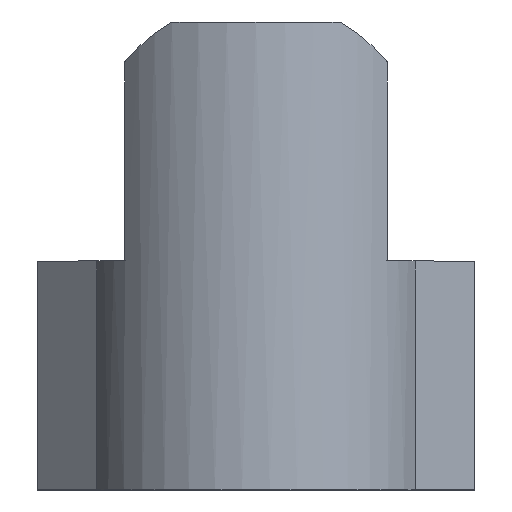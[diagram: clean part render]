
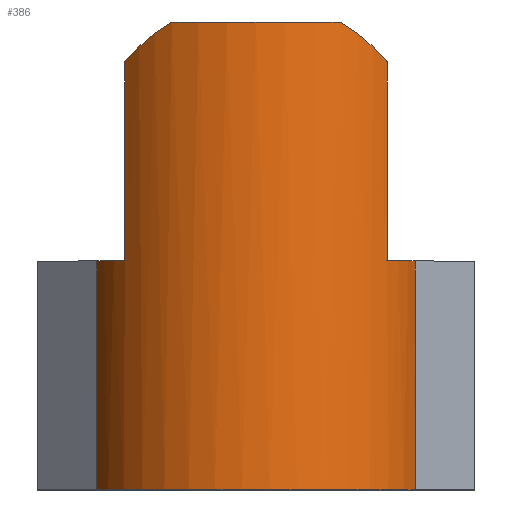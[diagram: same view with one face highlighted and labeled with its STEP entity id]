
A CAD part, top view. The second image highlights one B-rep face of the part: STEP entity #386.
In plain terms, the highlighted cylindrical face has radius 8.5 mm (diameter 17 mm), a partial arc.
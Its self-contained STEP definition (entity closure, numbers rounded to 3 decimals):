
#22=CIRCLE('',#412,8.5);
#23=CIRCLE('',#413,8.5);
#24=CIRCLE('',#414,8.5);
#25=CIRCLE('',#415,8.5);
#37=CYLINDRICAL_SURFACE('',#411,8.5);
#45=FACE_OUTER_BOUND('',#65,.T.);
#65=EDGE_LOOP('',(#270,#271,#272,#273,#274,#275,#276,#277,#278,#279));
#93=LINE('',#575,#130);
#96=LINE('',#582,#133);
#97=LINE('',#586,#134);
#98=LINE('',#590,#135);
#130=VECTOR('',#459,10.);
#133=VECTOR('',#466,10.);
#134=VECTOR('',#469,10.);
#135=VECTOR('',#472,10.);
#164=ELLIPSE('',#407,12.021,8.5);
#165=ELLIPSE('',#408,12.021,8.5);
#167=VERTEX_POINT('',#561);
#168=VERTEX_POINT('',#562);
#169=VERTEX_POINT('',#564);
#170=VERTEX_POINT('',#566);
#173=VERTEX_POINT('',#574);
#175=VERTEX_POINT('',#581);
#176=VERTEX_POINT('',#583);
#177=VERTEX_POINT('',#585);
#178=VERTEX_POINT('',#587);
#179=VERTEX_POINT('',#589);
#205=EDGE_CURVE('',#167,#168,#164,.T.);
#207=EDGE_CURVE('',#169,#170,#165,.T.);
#211=EDGE_CURVE('',#173,#170,#93,.T.);
#214=EDGE_CURVE('',#168,#169,#22,.T.);
#215=EDGE_CURVE('',#167,#175,#96,.T.);
#216=EDGE_CURVE('',#175,#176,#23,.T.);
#217=EDGE_CURVE('',#176,#177,#97,.T.);
#218=EDGE_CURVE('',#177,#178,#24,.T.);
#219=EDGE_CURVE('',#179,#178,#98,.T.);
#220=EDGE_CURVE('',#179,#173,#25,.T.);
#270=ORIENTED_EDGE('',*,*,#207,.F.);
#271=ORIENTED_EDGE('',*,*,#214,.F.);
#272=ORIENTED_EDGE('',*,*,#205,.F.);
#273=ORIENTED_EDGE('',*,*,#215,.T.);
#274=ORIENTED_EDGE('',*,*,#216,.T.);
#275=ORIENTED_EDGE('',*,*,#217,.T.);
#276=ORIENTED_EDGE('',*,*,#218,.T.);
#277=ORIENTED_EDGE('',*,*,#219,.F.);
#278=ORIENTED_EDGE('',*,*,#220,.T.);
#279=ORIENTED_EDGE('',*,*,#211,.T.);
#386=ADVANCED_FACE('',(#45),#37,.T.);
#407=AXIS2_PLACEMENT_3D('',#563,#448,#449);
#408=AXIS2_PLACEMENT_3D('',#567,#451,#452);
#411=AXIS2_PLACEMENT_3D('',#579,#462,#463);
#412=AXIS2_PLACEMENT_3D('',#580,#464,#465);
#413=AXIS2_PLACEMENT_3D('',#584,#467,#468);
#414=AXIS2_PLACEMENT_3D('',#588,#470,#471);
#415=AXIS2_PLACEMENT_3D('',#591,#473,#474);
#448=DIRECTION('center_axis',(0.,0.707,-0.707));
#449=DIRECTION('ref_axis',(0.,0.707,0.707));
#451=DIRECTION('center_axis',(0.,0.707,-0.707));
#452=DIRECTION('ref_axis',(0.,0.707,0.707));
#459=DIRECTION('',(0.,1.,0.));
#462=DIRECTION('center_axis',(0.,-1.,0.));
#463=DIRECTION('ref_axis',(-0.941,0.,0.338));
#464=DIRECTION('center_axis',(0.,1.,0.));
#465=DIRECTION('ref_axis',(-0.941,0.,0.338));
#466=DIRECTION('',(0.,-1.,0.));
#467=DIRECTION('center_axis',(0.,-1.,0.));
#468=DIRECTION('ref_axis',(-0.941,0.,0.338));
#469=DIRECTION('',(0.,-1.,0.));
#470=DIRECTION('center_axis',(0.,1.,0.));
#471=DIRECTION('ref_axis',(-0.941,0.,0.338));
#472=DIRECTION('',(0.,-1.,0.));
#473=DIRECTION('center_axis',(0.,-1.,0.));
#474=DIRECTION('ref_axis',(-0.941,0.,0.338));
#561=CARTESIAN_POINT('',(-6.587,14.,56.5));
#562=CARTESIAN_POINT('',(-4.231,16.,58.5));
#563=CARTESIAN_POINT('Origin',(0.,8.628,51.128));
#564=CARTESIAN_POINT('',(4.231,16.,58.5));
#566=CARTESIAN_POINT('',(6.587,14.,56.5));
#567=CARTESIAN_POINT('Origin',(0.,8.628,51.128));
#574=CARTESIAN_POINT('',(6.587,4.,56.5));
#575=CARTESIAN_POINT('',(6.587,16.,56.5));
#579=CARTESIAN_POINT('Origin',(0.,16.,51.128));
#580=CARTESIAN_POINT('Origin',(0.,16.,51.128));
#581=CARTESIAN_POINT('',(-6.587,4.,56.5));
#582=CARTESIAN_POINT('',(-6.587,16.,56.5));
#583=CARTESIAN_POINT('',(-8.,4.,54.));
#584=CARTESIAN_POINT('Origin',(0.,4.,51.128));
#585=CARTESIAN_POINT('',(-8.,-7.5,54.));
#586=CARTESIAN_POINT('',(-8.,16.,54.));
#587=CARTESIAN_POINT('',(8.,-7.5,54.));
#588=CARTESIAN_POINT('Origin',(0.,-7.5,51.128));
#589=CARTESIAN_POINT('',(8.,4.,54.));
#590=CARTESIAN_POINT('',(8.,16.,54.));
#591=CARTESIAN_POINT('Origin',(0.,4.,51.128));
